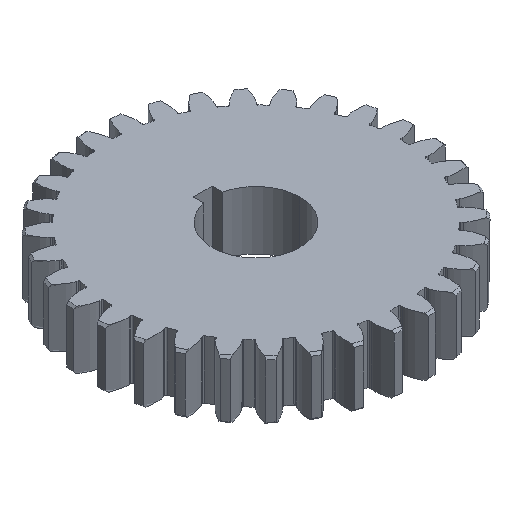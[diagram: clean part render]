
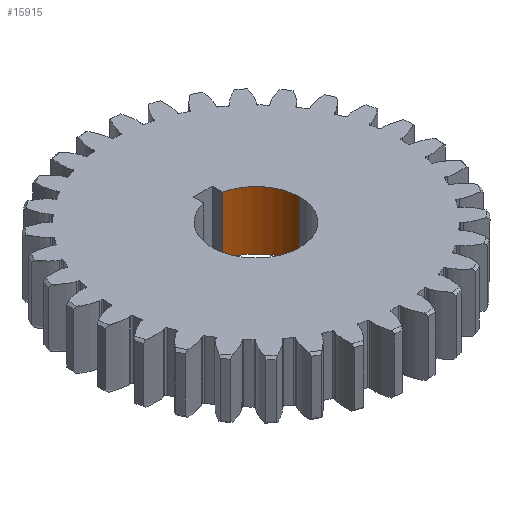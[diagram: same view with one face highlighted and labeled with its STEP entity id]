
A CAD part, isometric view. The second image highlights one B-rep face of the part: STEP entity #15915.
In plain terms, the highlighted cylindrical face has radius 2.381 mm (diameter 4.763 mm), a partial arc.
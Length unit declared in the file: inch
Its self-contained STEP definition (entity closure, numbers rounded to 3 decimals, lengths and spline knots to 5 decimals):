
#22 = ORIENTED_EDGE ( 'NONE', *, *, #3303, .F. ) ;
#32 = AXIS2_PLACEMENT_3D ( 'NONE', #15474, #4296, #13915 ) ;
#221 = ORIENTED_EDGE ( 'NONE', *, *, #11615, .F. ) ;
#489 = CARTESIAN_POINT ( 'NONE',  ( 0., 0., 0.0625 ) ) ;
#778 = ORIENTED_EDGE ( 'NONE', *, *, #12873, .T. ) ;
#1542 = VECTOR ( 'NONE', #5198, 39.37008 ) ;
#2168 = DIRECTION ( 'NONE',  ( 0., 0., 1. ) ) ;
#3028 = VERTEX_POINT ( 'NONE', #4168 ) ;
#3303 = EDGE_CURVE ( 'NONE', #4657, #3028, #11852, .T. ) ;
#4060 = AXIS2_PLACEMENT_3D ( 'NONE', #6586, #12616, #11649 ) ;
#4168 = CARTESIAN_POINT ( 'NONE',  ( 0.02, 0.09159, -0.0625 ) ) ;
#4296 = DIRECTION ( 'NONE',  ( 0., 0., 1. ) ) ;
#4657 = VERTEX_POINT ( 'NONE', #13465 ) ;
#5198 = DIRECTION ( 'NONE',  ( 0., 0., 1. ) ) ;
#5877 = EDGE_LOOP ( 'NONE', ( #22, #10395, #778, #221 ) ) ;
#6415 = VERTEX_POINT ( 'NONE', #13689 ) ;
#6586 = CARTESIAN_POINT ( 'NONE',  ( 0., 0., -0.0625 ) ) ;
#6657 = CYLINDRICAL_SURFACE ( 'NONE', #32, 0.09375 ) ;
#6833 = VERTEX_POINT ( 'NONE', #12595 ) ;
#7137 = LINE ( 'NONE', #11125, #12535 ) ;
#7730 = CARTESIAN_POINT ( 'NONE',  ( 0.02, 0.09159, -0.0625 ) ) ;
#10395 = ORIENTED_EDGE ( 'NONE', *, *, #13395, .T. ) ;
#10972 = AXIS2_PLACEMENT_3D ( 'NONE', #489, #2168, #15436 ) ;
#11125 = CARTESIAN_POINT ( 'NONE',  ( 0.09375, 0., -0.0625 ) ) ;
#11217 = CIRCLE ( 'NONE', #10972, 0.09375 ) ;
#11615 = EDGE_CURVE ( 'NONE', #3028, #6833, #14019, .T. ) ;
#11649 = DIRECTION ( 'NONE',  ( 1., 0., 0. ) ) ;
#11852 = CIRCLE ( 'NONE', #4060, 0.09375 ) ;
#12535 = VECTOR ( 'NONE', #14812, 39.37008 ) ;
#12595 = CARTESIAN_POINT ( 'NONE',  ( 0.02, 0.09159, 0.0625 ) ) ;
#12616 = DIRECTION ( 'NONE',  ( 0., 0., 1. ) ) ;
#12873 = EDGE_CURVE ( 'NONE', #6415, #6833, #11217, .T. ) ;
#13395 = EDGE_CURVE ( 'NONE', #4657, #6415, #7137, .T. ) ;
#13465 = CARTESIAN_POINT ( 'NONE',  ( 0.09375, 0., -0.0625 ) ) ;
#13689 = CARTESIAN_POINT ( 'NONE',  ( 0.09375, 0., 0.0625 ) ) ;
#13915 = DIRECTION ( 'NONE',  ( 1., 0., 0. ) ) ;
#14019 = LINE ( 'NONE', #7730, #1542 ) ;
#14812 = DIRECTION ( 'NONE',  ( 0., 0., 1. ) ) ;
#15316 = FACE_OUTER_BOUND ( 'NONE', #5877, .T. ) ;
#15436 = DIRECTION ( 'NONE',  ( 1., 0., 0. ) ) ;
#15474 = CARTESIAN_POINT ( 'NONE',  ( 0., 0., -0.0625 ) ) ;
#15915 = ADVANCED_FACE ( 'NONE', ( #15316 ), #6657, .F. ) ;
